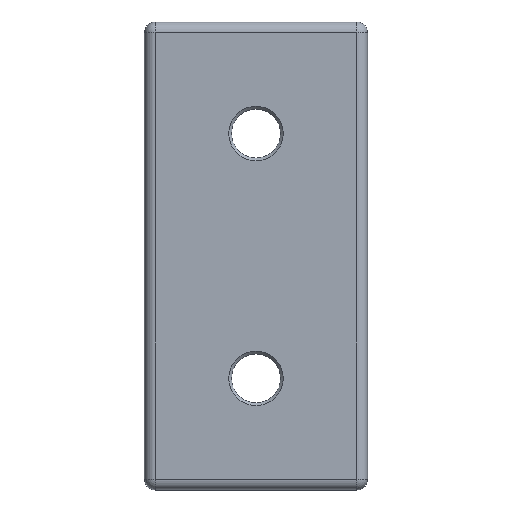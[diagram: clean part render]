
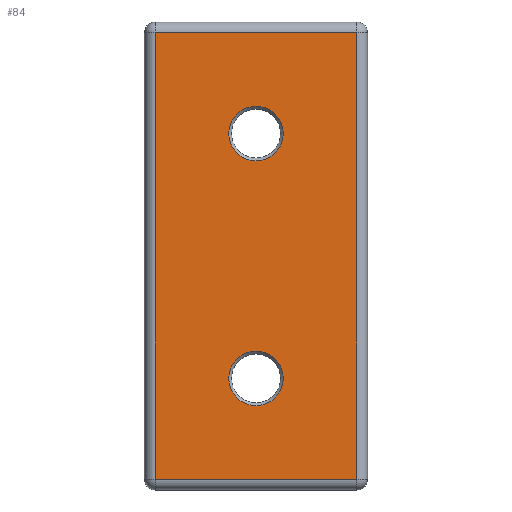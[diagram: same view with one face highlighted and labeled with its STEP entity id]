
A CAD part, top view. The second image highlights one B-rep face of the part: STEP entity #84.
In plain terms, the highlighted planar face has unit normal (0, 0, 1).
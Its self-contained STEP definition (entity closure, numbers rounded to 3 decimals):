
#84 = ADVANCED_FACE( '', ( #174, #175, #176 ), #177, .T. );
#174 = FACE_OUTER_BOUND( '', #263, .T. );
#175 = FACE_BOUND( '', #264, .T. );
#176 = FACE_BOUND( '', #265, .T. );
#177 = PLANE( '', #266 );
#263 = EDGE_LOOP( '', ( #422, #423, #424, #425 ) );
#264 = EDGE_LOOP( '', ( #426 ) );
#265 = EDGE_LOOP( '', ( #427 ) );
#266 = AXIS2_PLACEMENT_3D( '', #428, #429, #430 );
#422 = ORIENTED_EDGE( '', *, *, #510, .T. );
#423 = ORIENTED_EDGE( '', *, *, #519, .T. );
#424 = ORIENTED_EDGE( '', *, *, #490, .T. );
#425 = ORIENTED_EDGE( '', *, *, #505, .T. );
#426 = ORIENTED_EDGE( '', *, *, #486, .F. );
#427 = ORIENTED_EDGE( '', *, *, #521, .T. );
#428 = CARTESIAN_POINT( '', ( -18.5, 41., 6. ) );
#429 = DIRECTION( '', ( 0., 0., 1. ) );
#430 = DIRECTION( '', ( 1., 0., 0. ) );
#486 = EDGE_CURVE( '', #567, #567, #568, .T. );
#490 = EDGE_CURVE( '', #575, #573, #576, .T. );
#505 = EDGE_CURVE( '', #573, #594, #596, .T. );
#510 = EDGE_CURVE( '', #594, #602, #604, .T. );
#519 = EDGE_CURVE( '', #602, #575, #614, .T. );
#521 = EDGE_CURVE( '', #616, #616, #617, .T. );
#567 = VERTEX_POINT( '', #670 );
#568 = CIRCLE( '', #671, 5. );
#573 = VERTEX_POINT( '', #676 );
#575 = VERTEX_POINT( '', #678 );
#576 = LINE( '', #679, #680 );
#594 = VERTEX_POINT( '', #699 );
#596 = LINE( '', #701, #702 );
#602 = VERTEX_POINT( '', #709 );
#604 = LINE( '', #711, #712 );
#614 = LINE( '', #725, #726 );
#616 = VERTEX_POINT( '', #728 );
#617 = CIRCLE( '', #729, 5. );
#670 = CARTESIAN_POINT( '', ( 5., -22.5, 6. ) );
#671 = AXIS2_PLACEMENT_3D( '', #776, #777, #778 );
#676 = CARTESIAN_POINT( '', ( 18.5, 41., 6. ) );
#678 = CARTESIAN_POINT( '', ( 18.5, -41., 6. ) );
#679 = CARTESIAN_POINT( '', ( 18.5, 41., 6. ) );
#680 = VECTOR( '', #785, 1000. );
#699 = CARTESIAN_POINT( '', ( -18.5, 41., 6. ) );
#701 = CARTESIAN_POINT( '', ( -18.5, 41., 6. ) );
#702 = VECTOR( '', #811, 1000. );
#709 = CARTESIAN_POINT( '', ( -18.5, -41., 6. ) );
#711 = CARTESIAN_POINT( '', ( -18.5, -41., 6. ) );
#712 = VECTOR( '', #819, 1000. );
#725 = CARTESIAN_POINT( '', ( 18.5, -41., 6. ) );
#726 = VECTOR( '', #829, 1000. );
#728 = CARTESIAN_POINT( '', ( -5., 22.5, 6. ) );
#729 = AXIS2_PLACEMENT_3D( '', #830, #831, #832 );
#776 = CARTESIAN_POINT( '', ( 0., -22.5, 6. ) );
#777 = DIRECTION( '', ( 0., 0., 1. ) );
#778 = DIRECTION( '', ( 1., 0., 0. ) );
#785 = DIRECTION( '', ( 0., 1., 0. ) );
#811 = DIRECTION( '', ( -1., 0., 0. ) );
#819 = DIRECTION( '', ( 0., -1., 0. ) );
#829 = DIRECTION( '', ( 1., 0., 0. ) );
#830 = CARTESIAN_POINT( '', ( 0., 22.5, 6. ) );
#831 = DIRECTION( '', ( 0., 0., -1. ) );
#832 = DIRECTION( '', ( -1., 0., 0. ) );
